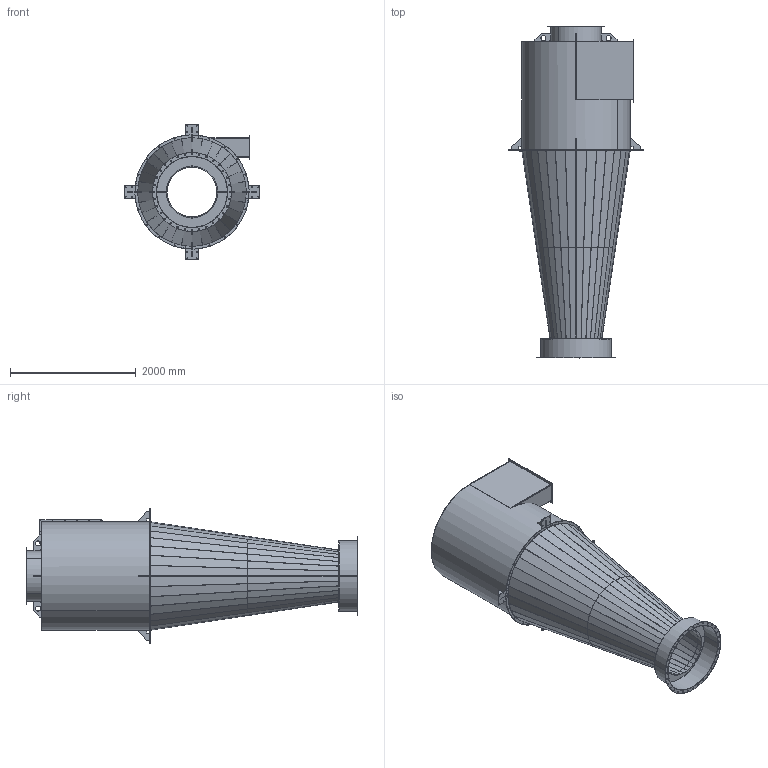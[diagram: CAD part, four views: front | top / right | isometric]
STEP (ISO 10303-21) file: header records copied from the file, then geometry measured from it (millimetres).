
FILE_DESCRIPTION (( 'STEP AP203' ), '1' );
FILE_NAME ('CY0018.STEP', '2023-11-28T11:00:14', ( '' ), ( '' ), 'SwSTEP 2.0', 'SolidWorks 2022', '' );
FILE_SCHEMA (( 'CONFIG_CONTROL_DESIGN' ));
Length unit declared in the file: millimetre
Products named in the file (23): CO-S386-02 - PART_Výchozí; CO-S388-02 - PART_Výchozí; PRGG-DNXXXX - FLANGE G&G_PRGG-DN1120; CY0018; CO-S386-01 - PART_Výchozí; PH-D013-15 - FLANGE 310x930_Výchozí; CO-S388-01 - PART_Výchozí; CO-CYGG-600-00 - CW 10-23_Výchozí; CO-S387-00 - CONE_Výchozí; CO-S388-06 - PART_Výchozí; CO-S388-03 - PART_Výchozí; BOLT JOINT - B+W-W+N_M10x30-X10-W; CO-S388-04 - PART_Výchozí; CO-S387-05 - PART_Výchozí; CO-S389-00 - CYCLONE_Výchozí; CO-S386-00 - INPUT_Výchozí; CO-S387-01 - PART_Výchozí; CO-S387-02 - PART_Výchozí; CO-S388-07 - PART_Výchozí; PRGG-DNXXXX - FLANGE G&G_PRGG-DN800; CO-S388-05 - PART_Výchozí; CO-S387-03 - PART_Výchozí; CO-S387-04 - PART_Výchozí
Assembly tree (43 placements, depth 5):
  CY0018
    CO-CYGG-600-00 - CW 10-23_Výchozí
      CO-S389-00 - CYCLONE_Výchozí
        CO-S388-01 - PART_Výchozí
        CO-S388-02 - PART_Výchozí  x4
        CO-S388-03 - PART_Výchozí
        CO-S388-04 - PART_Výchozí
        CO-S388-05 - PART_Výchozí  x4
        CO-S388-06 - PART_Výchozí  x4
        CO-S386-00 - INPUT_Výchozí
          CO-S386-01 - PART_Výchozí
          CO-S386-02 - PART_Výchozí
          PH-D013-15 - FLANGE 310x930_Výchozí  x2
        PRGG-DNXXXX - FLANGE G&G_PRGG-DN800
        CO-S388-07 - PART_Výchozí
      CO-S387-00 - CONE_Výchozí
        CO-S387-01 - PART_Výchozí  x2
        CO-S387-02 - PART_Výchozí  x2
        CO-S387-03 - PART_Výchozí  x4
        CO-S387-04 - PART_Výchozí  x4
        CO-S387-05 - PART_Výchozí  x4
        PRGG-DNXXXX - FLANGE G&G_PRGG-DN1120
      BOLT JOINT - B+W-W+N_M10x30-X10-W
Bounding box: 2156 x 5272 x 2156 mm (x, y, z)
Volume: 123775079.2 mm3; surface area: 62233235.9 mm2
Topology: 39 solids, 39 shells, 1061 faces, 2458 edges, 1480 vertices
Faces by surface type: plane 533, cylinder 444, bspline 84
Entity records: 17143 total; most frequent: CARTESIAN_POINT 2976, DIRECTION 2447, ORIENTED_EDGE 2192, EDGE_CURVE 1096, AXIS2_PLACEMENT_3D 911, VERTEX_POINT 684, VECTOR 625, LINE 625
